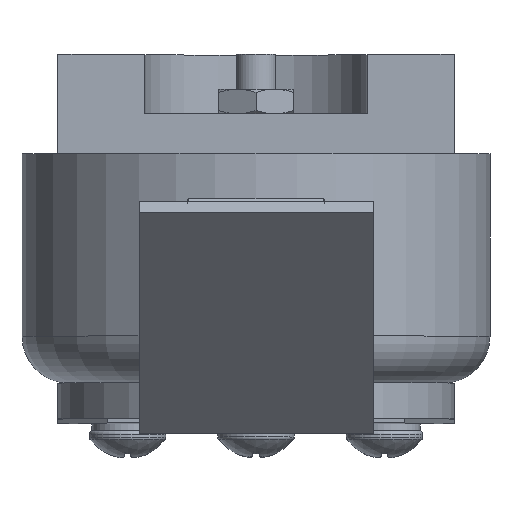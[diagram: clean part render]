
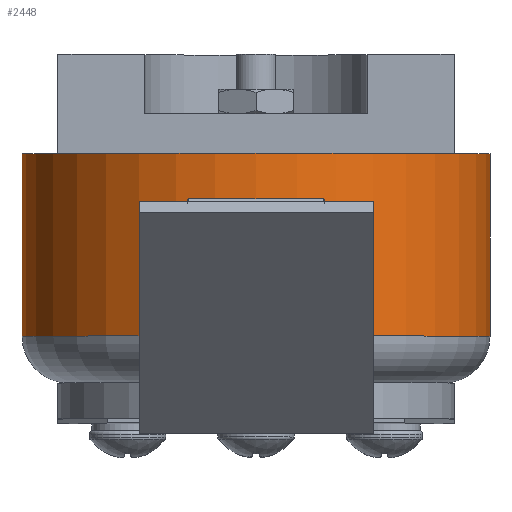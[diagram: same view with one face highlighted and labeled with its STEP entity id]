
A CAD part, top view. The second image highlights one B-rep face of the part: STEP entity #2448.
In plain terms, the highlighted cylindrical face has radius 15 mm (diameter 30 mm), a full revolution.
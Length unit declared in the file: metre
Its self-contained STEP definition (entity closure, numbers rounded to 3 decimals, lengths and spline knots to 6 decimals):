
#545=ORIENTED_EDGE('',*,*,#1243,.T.);
#546=ORIENTED_EDGE('',*,*,#1244,.T.);
#1243=EDGE_CURVE('',#1592,#1592,#1850,.F.);
#1244=EDGE_CURVE('',#1593,#1593,#1851,.T.);
#1592=VERTEX_POINT('',#3686);
#1593=VERTEX_POINT('',#3688);
#1850=CIRCLE('',#2705,0.015);
#1851=CIRCLE('',#2706,0.015);
#1964=EDGE_LOOP('',(#545));
#1965=EDGE_LOOP('',(#546));
#2183=FACE_BOUND('',#1964,.T.);
#2184=FACE_BOUND('',#1965,.T.);
#2404=CYLINDRICAL_SURFACE('',#2704,0.015);
#2448=ADVANCED_FACE('',(#2183,#2184),#2404,.T.);
#2704=AXIS2_PLACEMENT_3D('',#3684,#2993,#2994);
#2705=AXIS2_PLACEMENT_3D('',#3685,#2995,#2996);
#2706=AXIS2_PLACEMENT_3D('',#3687,#2997,#2998);
#2993=DIRECTION('',(0.,-1.,0.));
#2994=DIRECTION('',(0.,0.,-1.));
#2995=DIRECTION('',(0.,-1.,0.));
#2996=DIRECTION('',(0.,0.,-1.));
#2997=DIRECTION('',(0.,-1.,0.));
#2998=DIRECTION('',(0.,0.,-1.));
#3684=CARTESIAN_POINT('',(0.,0.0147,0.));
#3685=CARTESIAN_POINT('',(0.,0.003,0.));
#3686=CARTESIAN_POINT('',(0.,0.003,-0.015));
#3687=CARTESIAN_POINT('',(0.,0.0147,0.));
#3688=CARTESIAN_POINT('',(0.,0.0147,-0.015));
